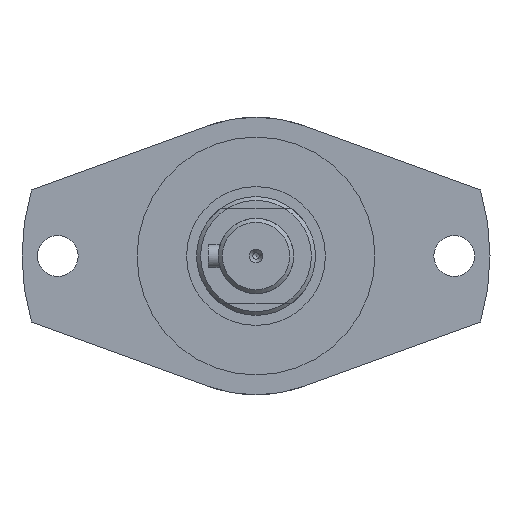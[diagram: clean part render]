
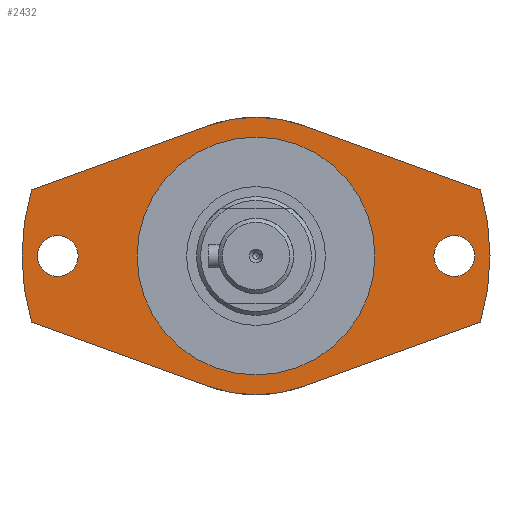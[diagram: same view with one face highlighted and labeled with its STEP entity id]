
A CAD part, left-side view. The second image highlights one B-rep face of the part: STEP entity #2432.
In plain terms, the highlighted planar face has unit normal (-1, 0, 0).
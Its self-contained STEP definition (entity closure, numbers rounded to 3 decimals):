
#59=LINE('',#3624,#233);
#62=LINE('',#3630,#236);
#66=LINE('',#3637,#240);
#69=LINE('',#3643,#243);
#233=VECTOR('',#2933,47.497);
#236=VECTOR('',#2938,47.497);
#240=VECTOR('',#2944,47.497);
#243=VECTOR('',#2949,47.497);
#631=FACE_BOUND('',#721,.T.);
#632=FACE_BOUND('',#722,.T.);
#633=FACE_BOUND('',#723,.T.);
#634=FACE_BOUND('',#724,.T.);
#721=EDGE_LOOP('',(#1613));
#722=EDGE_LOOP('',(#1614));
#723=EDGE_LOOP('',(#1615));
#724=EDGE_LOOP('',(#1616,#1617,#1618,#1619,#1620,#1621,#1622,#1623));
#915=CIRCLE('',#2602,35.);
#917=CIRCLE('',#2604,35.);
#918=CIRCLE('',#2606,5.15);
#920=CIRCLE('',#2609,5.15);
#923=CIRCLE('',#2618,30.);
#924=CIRCLE('',#2619,59.);
#925=CIRCLE('',#2620,59.);
#1027=VERTEX_POINT('',#3597);
#1028=VERTEX_POINT('',#3599);
#1031=VERTEX_POINT('',#3605);
#1032=VERTEX_POINT('',#3607);
#1033=VERTEX_POINT('',#3611);
#1035=VERTEX_POINT('',#3616);
#1037=VERTEX_POINT('',#3621);
#1040=VERTEX_POINT('',#3629);
#1042=VERTEX_POINT('',#3635);
#1044=VERTEX_POINT('',#3640);
#1045=VERTEX_POINT('',#3647);
#1249=EDGE_CURVE('',#1028,#1027,#915,.T.);
#1253=EDGE_CURVE('',#1032,#1031,#917,.T.);
#1255=EDGE_CURVE('',#1033,#1033,#918,.T.);
#1257=EDGE_CURVE('',#1035,#1035,#920,.T.);
#1260=EDGE_CURVE('',#1031,#1037,#59,.T.);
#1263=EDGE_CURVE('',#1040,#1028,#62,.T.);
#1267=EDGE_CURVE('',#1027,#1042,#66,.T.);
#1270=EDGE_CURVE('',#1044,#1032,#69,.T.);
#1272=EDGE_CURVE('',#1045,#1045,#923,.T.);
#1273=EDGE_CURVE('',#1040,#1037,#924,.T.);
#1274=EDGE_CURVE('',#1044,#1042,#925,.T.);
#1613=ORIENTED_EDGE('',*,*,#1255,.T.);
#1614=ORIENTED_EDGE('',*,*,#1257,.T.);
#1615=ORIENTED_EDGE('',*,*,#1272,.T.);
#1616=ORIENTED_EDGE('',*,*,#1270,.T.);
#1617=ORIENTED_EDGE('',*,*,#1253,.T.);
#1618=ORIENTED_EDGE('',*,*,#1260,.T.);
#1619=ORIENTED_EDGE('',*,*,#1273,.F.);
#1620=ORIENTED_EDGE('',*,*,#1263,.T.);
#1621=ORIENTED_EDGE('',*,*,#1249,.T.);
#1622=ORIENTED_EDGE('',*,*,#1267,.T.);
#1623=ORIENTED_EDGE('',*,*,#1274,.F.);
#2179=PLANE('',#2617);
#2432=ADVANCED_FACE('',(#631,#632,#633,#634),#2179,.T.);
#2602=AXIS2_PLACEMENT_3D('',#3600,#2909,#2910);
#2604=AXIS2_PLACEMENT_3D('',#3608,#2915,#2916);
#2606=AXIS2_PLACEMENT_3D('',#3612,#2920,#2921);
#2609=AXIS2_PLACEMENT_3D('',#3617,#2926,#2927);
#2617=AXIS2_PLACEMENT_3D('',#3646,#2954,#2955);
#2618=AXIS2_PLACEMENT_3D('',#3648,#2956,#2957);
#2619=AXIS2_PLACEMENT_3D('',#3649,#2958,#2959);
#2620=AXIS2_PLACEMENT_3D('',#3650,#2960,#2961);
#2909=DIRECTION('center_axis',(-1.,0.,0.));
#2910=DIRECTION('ref_axis',(0.,-0.342,0.94));
#2915=DIRECTION('center_axis',(-1.,0.,0.));
#2916=DIRECTION('ref_axis',(0.,0.342,-0.94));
#2920=DIRECTION('center_axis',(1.,0.,0.));
#2921=DIRECTION('ref_axis',(0.,0.,
1.));
#2926=DIRECTION('center_axis',(1.,0.,0.));
#2927=DIRECTION('ref_axis',(0.,0.,
1.));
#2933=DIRECTION('',(0.,0.94,-0.342));
#2938=DIRECTION('',(0.,-0.94,-0.342));
#2944=DIRECTION('',(0.,-0.94,0.342));
#2949=DIRECTION('',(0.,0.94,0.342));
#2954=DIRECTION('center_axis',(-1.,0.,0.));
#2955=DIRECTION('ref_axis',(0.,0.,-1.));
#2956=DIRECTION('center_axis',(1.,0.,0.));
#2957=DIRECTION('ref_axis',(0.,-1.,0.));
#2958=DIRECTION('center_axis',(1.,0.,0.));
#2959=DIRECTION('ref_axis',(0.,-1.,0.));
#2960=DIRECTION('center_axis',(1.,0.,0.));
#2961=DIRECTION('ref_axis',(0.,-1.,0.));
#3597=CARTESIAN_POINT('',(47.,-11.971,-32.889));
#3599=CARTESIAN_POINT('',(47.,11.971,-32.889));
#3600=CARTESIAN_POINT('Origin',(47.,0.,0.));
#3605=CARTESIAN_POINT('',(47.,11.971,32.889));
#3607=CARTESIAN_POINT('',(47.,-11.971,32.889));
#3608=CARTESIAN_POINT('Origin',(47.,0.,0.));
#3611=CARTESIAN_POINT('',(47.,50.,-5.15));
#3612=CARTESIAN_POINT('Origin',(47.,50.,0.));
#3616=CARTESIAN_POINT('',(47.,-50.,-5.15));
#3617=CARTESIAN_POINT('Origin',(47.,-50.,0.));
#3621=CARTESIAN_POINT('',(47.,56.604,16.644));
#3624=CARTESIAN_POINT('',(47.,-7.677,40.04));
#3629=CARTESIAN_POINT('',(47.,56.604,-16.644));
#3630=CARTESIAN_POINT('',(47.,37.505,-23.596));
#3635=CARTESIAN_POINT('',(47.,-56.604,-16.644));
#3637=CARTESIAN_POINT('',(47.,-31.618,-25.738));
#3640=CARTESIAN_POINT('',(47.,-56.604,16.644));
#3643=CARTESIAN_POINT('',(47.,-76.799,9.294));
#3646=CARTESIAN_POINT('Origin',(47.,-44.5,0.));
#3647=CARTESIAN_POINT('',(47.,-30.,0.));
#3648=CARTESIAN_POINT('Origin',(47.,0.,0.));
#3649=CARTESIAN_POINT('Origin',(47.,0.,0.));
#3650=CARTESIAN_POINT('Origin',(47.,0.,0.));
